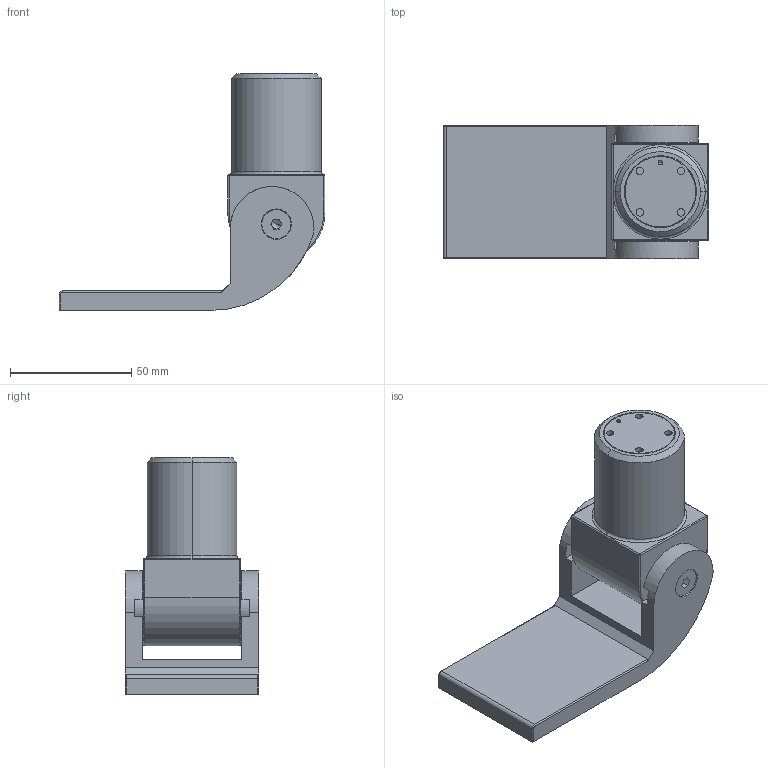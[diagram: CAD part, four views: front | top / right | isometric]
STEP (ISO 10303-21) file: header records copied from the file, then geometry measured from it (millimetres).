
FILE_DESCRIPTION (( 'STEP AP203' ), '1' );
FILE_NAME ('181-57SF-AT90-W.STEP', '2021-04-12T12:51:44', ( '' ), ( '' ), 'SwSTEP 2.0', 'SolidWorks 2018', '' );
FILE_SCHEMA (( 'CONFIG_CONTROL_DESIGN' ));
Length unit declared in the file: millimetre
Products named in the file (8): Teil1; Teil2; DIN-7991 M3-M10; DIN-7991 M3-M10_DIN7991 M6x14; Teil2_181-57SF-AT90-W Teil2; Teil1_181-57SF-AT90-W Teil1; 181-57SF-AT90-W
Assembly tree (4 placements, depth 2):
  Teil1
  Teil2
  DIN-7991 M3-M10
  DIN-7991 M3-M10
  181-57SF-AT90-W
    Teil1_181-57SF-AT90-W Teil1
    Teil2_181-57SF-AT90-W Teil2
    DIN-7991 M3-M10_DIN7991 M6x14  x2
Bounding box: 109.5 x 55 x 97.5 mm (x, y, z)
Volume: 151845.5 mm3; surface area: 33774.3 mm2
Topology: 5 solids, 5 shells, 557 faces, 1384 edges, 879 vertices
Faces by surface type: plane 285, bspline 126, cylinder 82, cone 38, torus 22, sphere 4
Entity records: 22338 total; most frequent: CARTESIAN_POINT 9619, ORIENTED_EDGE 2640, DIRECTION 2128, EDGE_CURVE 1320, VERTEX_POINT 850, LINE 834, VECTOR 834, AXIS2_PLACEMENT_3D 647
